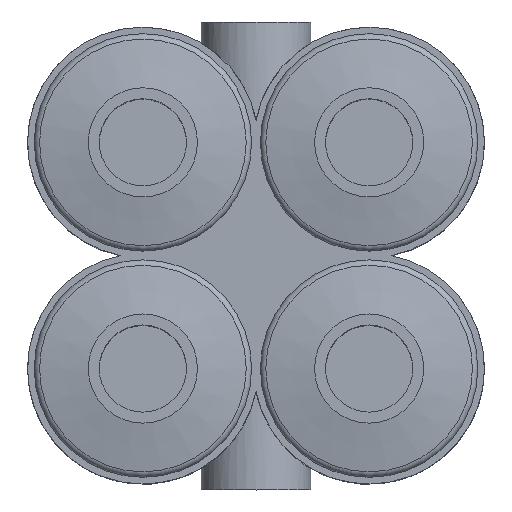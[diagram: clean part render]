
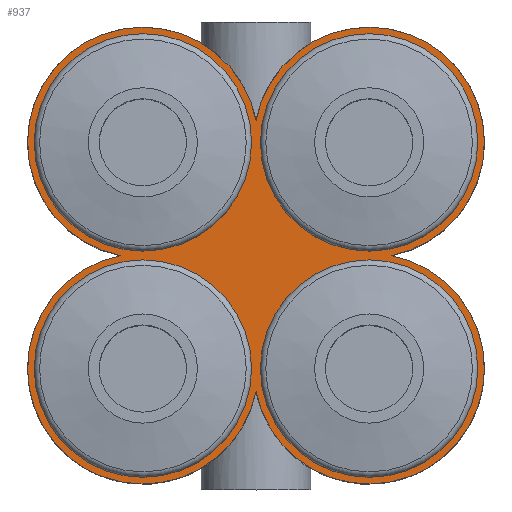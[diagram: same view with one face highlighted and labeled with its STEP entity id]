
A CAD part, top view. The second image highlights one B-rep face of the part: STEP entity #937.
In plain terms, the highlighted planar face has unit normal (0, 0, 1).
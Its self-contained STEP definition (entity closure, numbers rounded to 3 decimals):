
#33=PLANE('',#1066);
#68=CIRCLE('',#1000,5.25);
#87=CIRCLE('',#1025,5.25);
#90=CIRCLE('',#1032,5.25);
#92=CIRCLE('',#1038,5.25);
#107=CIRCLE('',#1067,4.75);
#108=CIRCLE('',#1068,4.75);
#109=CIRCLE('',#1069,4.75);
#110=CIRCLE('',#1070,4.75);
#270=ORIENTED_EDGE('',*,*,#419,.F.);
#271=ORIENTED_EDGE('',*,*,#430,.F.);
#272=ORIENTED_EDGE('',*,*,#436,.F.);
#273=ORIENTED_EDGE('',*,*,#390,.F.);
#274=ORIENTED_EDGE('',*,*,#453,.T.);
#275=ORIENTED_EDGE('',*,*,#454,.T.);
#276=ORIENTED_EDGE('',*,*,#455,.T.);
#277=ORIENTED_EDGE('',*,*,#456,.T.);
#390=EDGE_CURVE('',#500,#501,#68,.T.);
#419=EDGE_CURVE('',#526,#500,#87,.T.);
#430=EDGE_CURVE('',#530,#526,#90,.T.);
#436=EDGE_CURVE('',#501,#530,#92,.T.);
#453=EDGE_CURVE('',#545,#545,#107,.T.);
#454=EDGE_CURVE('',#546,#546,#108,.T.);
#455=EDGE_CURVE('',#547,#547,#109,.T.);
#456=EDGE_CURVE('',#548,#548,#110,.T.);
#500=VERTEX_POINT('',#1503);
#501=VERTEX_POINT('',#1505);
#526=VERTEX_POINT('',#1603);
#530=VERTEX_POINT('',#1640);
#545=VERTEX_POINT('',#1711);
#546=VERTEX_POINT('',#1713);
#547=VERTEX_POINT('',#1715);
#548=VERTEX_POINT('',#1717);
#648=EDGE_LOOP('',(#270,#271,#272,#273));
#649=EDGE_LOOP('',(#274));
#650=EDGE_LOOP('',(#275));
#651=EDGE_LOOP('',(#276));
#652=EDGE_LOOP('',(#277));
#784=FACE_BOUND('',#648,.T.);
#785=FACE_BOUND('',#649,.T.);
#786=FACE_BOUND('',#650,.T.);
#787=FACE_BOUND('',#651,.T.);
#788=FACE_BOUND('',#652,.T.);
#937=ADVANCED_FACE('',(#784,#785,#786,#787,#788),#33,.F.);
#1000=AXIS2_PLACEMENT_3D('',#1504,#1165,#1166);
#1025=AXIS2_PLACEMENT_3D('',#1604,#1217,#1218);
#1032=AXIS2_PLACEMENT_3D('',#1641,#1234,#1235);
#1038=AXIS2_PLACEMENT_3D('',#1657,#1248,#1249);
#1066=AXIS2_PLACEMENT_3D('',#1709,#1304,#1305);
#1067=AXIS2_PLACEMENT_3D('',#1710,#1306,#1307);
#1068=AXIS2_PLACEMENT_3D('',#1712,#1308,#1309);
#1069=AXIS2_PLACEMENT_3D('',#1714,#1310,#1311);
#1070=AXIS2_PLACEMENT_3D('',#1716,#1312,#1313);
#1165=DIRECTION('',(0.,0.,-1.));
#1166=DIRECTION('',(-1.,0.,0.));
#1217=DIRECTION('',(0.,0.,-1.));
#1218=DIRECTION('',(-1.,0.,0.));
#1234=DIRECTION('',(0.,0.,-1.));
#1235=DIRECTION('',(0.,1.,0.));
#1248=DIRECTION('',(0.,0.,-1.));
#1249=DIRECTION('',(0.,1.,0.));
#1304=DIRECTION('',(0.,0.,-1.));
#1305=DIRECTION('',(-1.,0.,0.));
#1306=DIRECTION('',(0.,0.,-1.));
#1307=DIRECTION('',(0.,1.,0.));
#1308=DIRECTION('',(0.,0.,-1.));
#1309=DIRECTION('',(-1.,0.,0.));
#1310=DIRECTION('',(0.,0.,-1.));
#1311=DIRECTION('',(0.,1.,0.));
#1312=DIRECTION('',(0.,0.,-1.));
#1313=DIRECTION('',(-1.,0.,0.));
#1503=CARTESIAN_POINT('',(0.,-6.17,34.));
#1504=CARTESIAN_POINT('',(-5.15,-5.15,34.));
#1505=CARTESIAN_POINT('',(-6.17,0.,34.));
#1603=CARTESIAN_POINT('',(6.17,0.,34.));
#1604=CARTESIAN_POINT('',(5.15,-5.15,34.));
#1640=CARTESIAN_POINT('',(0.,6.17,34.));
#1641=CARTESIAN_POINT('',(5.15,5.15,34.));
#1657=CARTESIAN_POINT('',(-5.15,5.15,34.));
#1709=CARTESIAN_POINT('',(5.25,5.15,34.));
#1710=CARTESIAN_POINT('',(5.15,5.15,34.));
#1711=CARTESIAN_POINT('',(5.15,9.9,34.));
#1712=CARTESIAN_POINT('',(5.15,-5.15,34.));
#1713=CARTESIAN_POINT('',(0.4,-5.15,34.));
#1714=CARTESIAN_POINT('',(-5.15,5.15,34.));
#1715=CARTESIAN_POINT('',(-5.15,9.9,34.));
#1716=CARTESIAN_POINT('',(-5.15,-5.15,34.));
#1717=CARTESIAN_POINT('',(-9.9,-5.15,34.));
